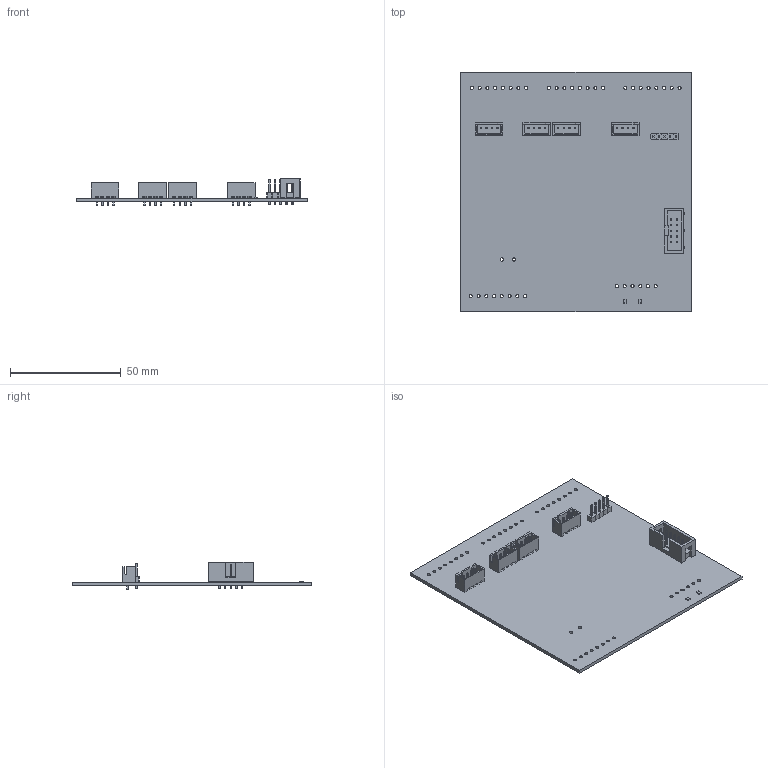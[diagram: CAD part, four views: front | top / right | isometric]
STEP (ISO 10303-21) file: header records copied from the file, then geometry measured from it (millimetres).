
FILE_DESCRIPTION(('KiCad electronic assembly'),'2;1');
FILE_NAME('BTT-SKR-MINI-E3_shield.step','2024-10-01T09:43:07',('Pcbnew') ,('Kicad'),'Open CASCADE STEP processor 7.6','KiCad to STEP converter' ,'Unknown');
FILE_SCHEMA(('AUTOMOTIVE_DESIGN { 1 0 10303 214 1 1 1 1 }'));
Length unit declared in the file: millimetre
Products named in the file (10): BTT-SKR-MINI-E3_shield 1; JST_XH_B4B-XH-A_1x04_P2.50mm_Vertical; JST_B4B_XH_A; R_0805_2012Metric; PinHeader_1x05_P2.54mm_Vertical; PinHeader_1x05_P254mm_Vertical; IDC-Header_2x05_P2.54mm_Vertical; IDC_Header_2x05_P254mm_Vertical; BTT-SKR-MINI-E3_shield_PCB
Assembly tree (13 placements, depth 3):
  BTT-SKR-MINI-E3_shield 1
    JST_XH_B4B-XH-A_1x04_P2.50mm_Vertical  x4
      JST_B4B_XH_A
    R_0805_2012Metric  x2
      R_0805_2012Metric
    PinHeader_1x05_P2.54mm_Vertical
      PinHeader_1x05_P254mm_Vertical
    IDC-Header_2x05_P2.54mm_Vertical
      IDC_Header_2x05_P254mm_Vertical
    BTT-SKR-MINI-E3_shield_PCB
Bounding box: 104 x 108 x 12.5 mm (x, y, z)
Volume: 19721.3 mm3; surface area: 27568.1 mm2
Topology: 9 solids, 9 shells, 1039 faces, 2645 edges, 1688 vertices
Faces by surface type: plane 927, cylinder 112
Full cylindrical faces by diameter (mm): 0.95 x16, 1 x21, 1.4 x38, 1.5 x2
Entity records: 21319 total; most frequent: CARTESIAN_POINT 3016, ORIENTED_EDGE 2952, DIRECTION 2874, EDGE_CURVE 1476, LINE 1286, VECTOR 1286, VERTEX_POINT 936, AXIS2_PLACEMENT_3D 794
